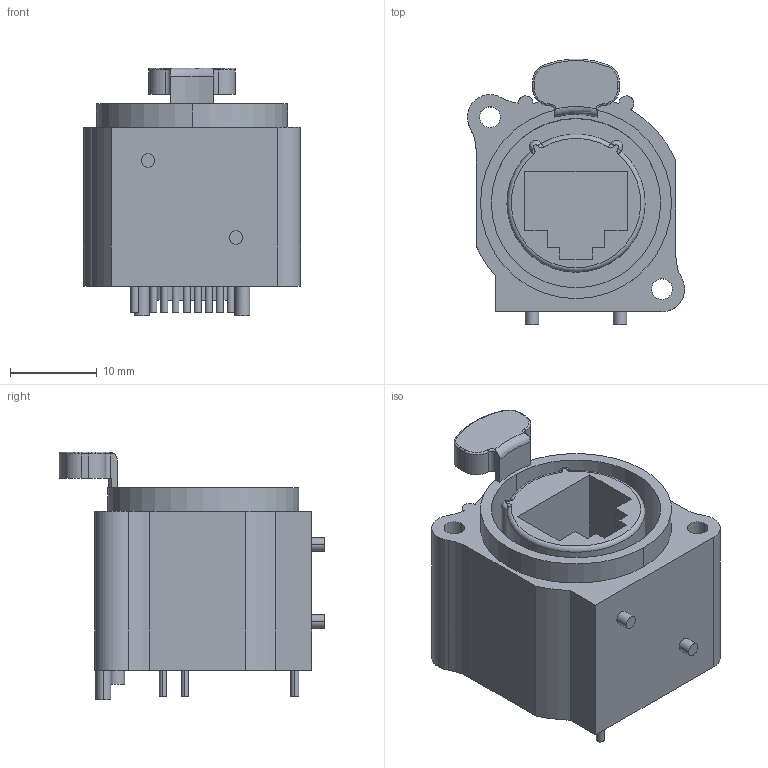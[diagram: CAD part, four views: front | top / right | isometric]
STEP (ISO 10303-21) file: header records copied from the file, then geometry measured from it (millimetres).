
FILE_DESCRIPTION((''),'2;1');
FILE_NAME('D-NE8FAV-SD','2013-02-27T',('odo'),(''),'PRO/ENGINEER BY PARAMETRIC TECHNOLOGY CORPORATION, 2011310','PRO/ENGINEER BY PARAMETRIC TECHNOLOGY CORPORATION, 2011310','');
FILE_SCHEMA(('AUTOMOTIVE_DESIGN_CC2 { 1 2 10303 214 -1 1 5 2 }'));
Length unit declared in the file: millimetre
Products named in the file (1): D-NE8FAV-SD
Bounding box: 25 x 30.58 x 28.5 mm (x, y, z)
Volume: 8409.9 mm3; surface area: 5671.6 mm2
Topology: 1 solids, 1 shells, 127 faces, 304 edges, 194 vertices
Faces by surface type: cylinder 65, plane 46, torus 10, bspline 6
Entity records: 4046 total; most frequent: CARTESIAN_POINT 762, DIRECTION 696, ORIENTED_EDGE 600, EDGE_CURVE 300, AXIS2_PLACEMENT_3D 281, COLOUR_RGB 209, VERTEX_POINT 194, CIRCLE 160
